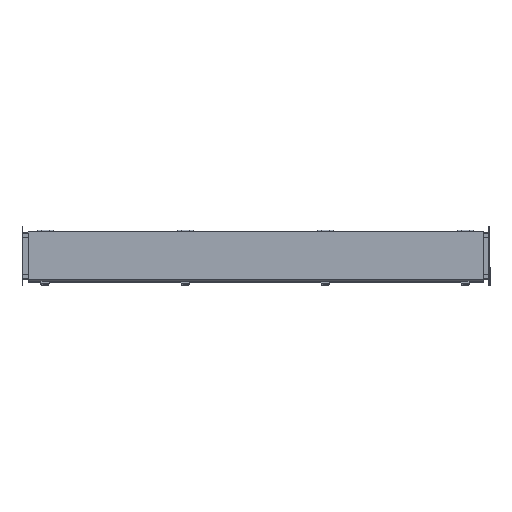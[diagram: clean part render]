
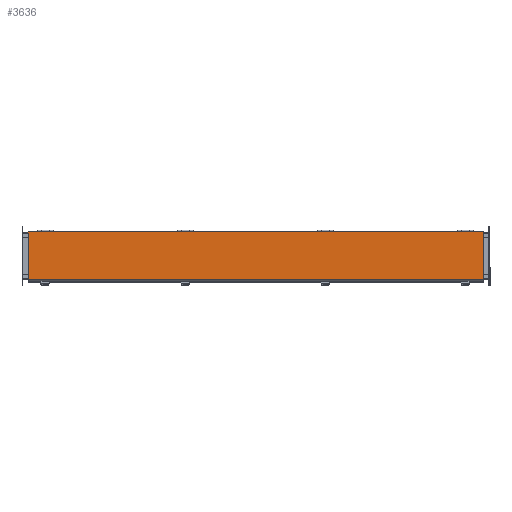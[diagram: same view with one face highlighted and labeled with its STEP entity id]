
A CAD part, top view. The second image highlights one B-rep face of the part: STEP entity #3636.
In plain terms, the highlighted planar face has unit normal (0, 0, 1).
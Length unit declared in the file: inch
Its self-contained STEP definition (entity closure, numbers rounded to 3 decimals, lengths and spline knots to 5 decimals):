
#1396 = VECTOR ( 'NONE', #19018, 39.37008 ) ;
#1659 = LINE ( 'NONE', #22120, #7193 ) ;
#3636 = ADVANCED_FACE ( 'NONE', ( #9246 ), #16530, .T. ) ;
#3997 = VERTEX_POINT ( 'NONE', #20384 ) ;
#4478 = DIRECTION ( 'NONE',  ( -1., 0., 0. ) ) ;
#5099 = CARTESIAN_POINT ( 'NONE',  ( 29.25, 3.0785, 6.172 ) ) ;
#5571 = EDGE_CURVE ( 'NONE', #3997, #23535, #8023, .T. ) ;
#6064 = VECTOR ( 'NONE', #20615, 39.37008 ) ;
#6974 = CARTESIAN_POINT ( 'NONE',  ( -29.218, -3.1885, 6.172 ) ) ;
#7193 = VECTOR ( 'NONE', #14622, 39.37008 ) ;
#7751 = LINE ( 'NONE', #21622, #17244 ) ;
#8023 = LINE ( 'NONE', #11644, #6064 ) ;
#8117 = CARTESIAN_POINT ( 'NONE',  ( -29.218, -3.1885, 6.172 ) ) ;
#8980 = VERTEX_POINT ( 'NONE', #18068 ) ;
#9246 = FACE_OUTER_BOUND ( 'NONE', #12683, .T. ) ;
#9433 = LINE ( 'NONE', #8117, #1396 ) ;
#11215 = ORIENTED_EDGE ( 'NONE', *, *, #5571, .T. ) ;
#11644 = CARTESIAN_POINT ( 'NONE',  ( 29.25, -3.1885, 6.172 ) ) ;
#12170 = ORIENTED_EDGE ( 'NONE', *, *, #17938, .T. ) ;
#12683 = EDGE_LOOP ( 'NONE', ( #23633, #17329, #11215, #12170 ) ) ;
#14227 = DIRECTION ( 'NONE',  ( 1., 0., 0. ) ) ;
#14622 = DIRECTION ( 'NONE',  ( 1., 0., 0. ) ) ;
#15461 = AXIS2_PLACEMENT_3D ( 'NONE', #6974, #16650, #14227 ) ;
#16471 = VERTEX_POINT ( 'NONE', #20729 ) ;
#16530 = PLANE ( 'NONE',  #15461 ) ;
#16650 = DIRECTION ( 'NONE',  ( 0., 0., 1. ) ) ;
#17244 = VECTOR ( 'NONE', #4478, 39.37008 ) ;
#17329 = ORIENTED_EDGE ( 'NONE', *, *, #17534, .T. ) ;
#17534 = EDGE_CURVE ( 'NONE', #16471, #3997, #1659, .T. ) ;
#17938 = EDGE_CURVE ( 'NONE', #23535, #8980, #7751, .T. ) ;
#18068 = CARTESIAN_POINT ( 'NONE',  ( -29.218, 3.0785, 6.172 ) ) ;
#19018 = DIRECTION ( 'NONE',  ( 0., -1., 0. ) ) ;
#20384 = CARTESIAN_POINT ( 'NONE',  ( 29.25, -3.0805, 6.172 ) ) ;
#20615 = DIRECTION ( 'NONE',  ( 0., 1., 0. ) ) ;
#20729 = CARTESIAN_POINT ( 'NONE',  ( -29.218, -3.0805, 6.172 ) ) ;
#21622 = CARTESIAN_POINT ( 'NONE',  ( -29.218, 3.0785, 6.172 ) ) ;
#21735 = EDGE_CURVE ( 'NONE', #8980, #16471, #9433, .T. ) ;
#22120 = CARTESIAN_POINT ( 'NONE',  ( -29.218, -3.0805, 6.172 ) ) ;
#23535 = VERTEX_POINT ( 'NONE', #5099 ) ;
#23633 = ORIENTED_EDGE ( 'NONE', *, *, #21735, .T. ) ;
